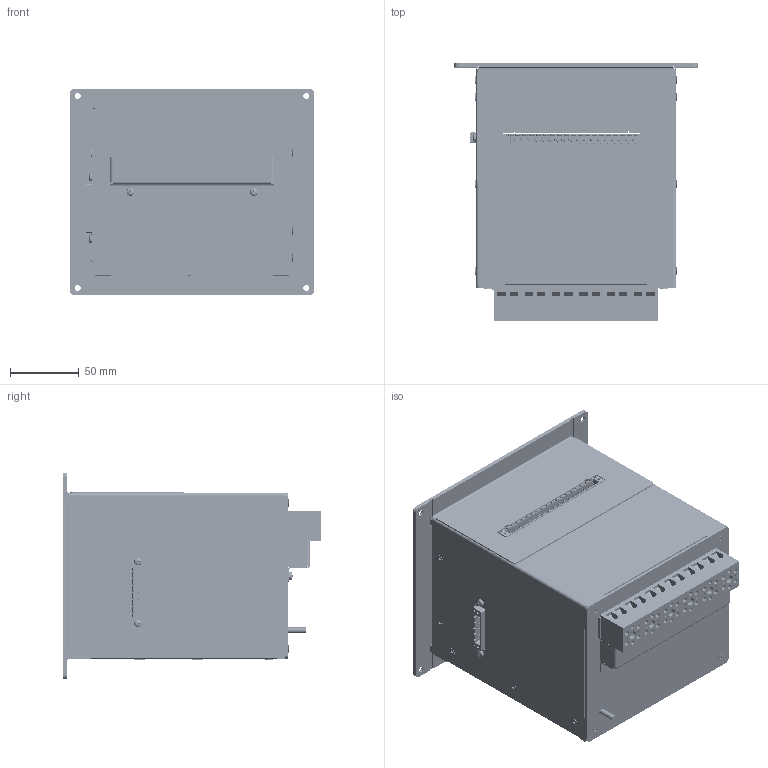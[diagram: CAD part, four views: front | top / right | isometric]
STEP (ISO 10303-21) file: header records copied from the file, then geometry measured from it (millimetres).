
FILE_DESCRIPTION(/* description */ (''),/* implementation_level */ '2;1');
FILE_NAME(/* name */ 'МКЗП-МИКРО 2.0-3-ДШ.stp',/* time_stamp */ '2023-01-19T14:22:10+07:00',/* author */ ('pavel'),/* organization */ (''),/* preprocessor_version */ 'ST-DEVELOPER v18.1',/* originating_system */ 'Autodesk Inventor 2021',/* authorisation */ '');
FILE_SCHEMA (('AUTOMOTIVE_DESIGN { 1 0 10303 214 3 1 1 }'));
Products named in the file (34): МКЗП-МИКРО 
2.0-3-ДШ; ESTRA-131.000.01; Обечайка МКЗП микро2.
0_4пл_FULL_v4_цельная; Дно МКЗП микро2.
0_4пл_FULL_v4; 3 разяема торец накладка 
МКЗП Микро 2.0 4 пл_
ver3; Крышка в сборе 
МКЗП МИКРО 2.0_ver3; Крышка МИКРО 
2.0 Ver3; крепление крышки_
МИКРО 2.0_ver3; Гайка тип S_М3; Сборка платМКЗП-
МИКРО 2.0-2-Т; KEY; стойка 10мм; MIKRO_2_0_V1_TOP; Плата TN ver 3; MIKRO_2_0_V1_TN_ver 3; Разъём 5-ОЧ; MIKRO_2_0_V1_BOT_в сборе; mstb_2.5-16-gf-5.08; mstb_2.5-3-gf-5.08; стойка 40мм; MIKRO_2_0_V1_BOT; стойка 15мм; pxc_1776663_05_MSTB-2-5-18-GF-5-08_3D; AT_MSTB_2_5_GF_5_08; LP_MSTB_2_5_3_50.11; болт M4_земля; DIN 7337 - B3 x 6; 1 разъем торец накладка 
МКЗП Микро 2.0 4 пл_
ver3; ESTRA-117_6.000.02; 6 клемников накладка 
задняя МКЗП МИКРО 
2.0_FULL_ver4; 6 клемников_Обечайка 
Крышки ТТ МИКРО 
2.0_FULL_ver4; 2716020_G5_2_GEH-; ISO 7045 - M3 x 4 - 4.8 - H; DIN 7991 - M3x8
Assembly tree (99 placements, depth 4):
  МКЗП-МИКРО 
2.0-3-ДШ
    ESTRA-131.000.01
      Обечайка МКЗП микро2.
0_4пл_FULL_v4_цельная
      Дно МКЗП микро2.
0_4пл_FULL_v4
    3 разяема торец накладка 
МКЗП Микро 2.0 4 пл_
ver3
    Крышка в сборе 
МКЗП МИКРО 2.0_ver3
      Крышка МИКРО 
2.0 Ver3
      крепление крышки_
МИКРО 2.0_ver3  x2
      Гайка тип S_М3  x4
    Сборка платМКЗП-
МИКРО 2.0-2-Т
      KEY
      стойка 10мм  x4
      MIKRO_2_0_V1_TOP
      стойка 40мм  x12
      Плата TN ver 3
        MIKRO_2_0_V1_TN_ver 3
        Разъём 5-ОЧ
      MIKRO_2_0_V1_BOT_в сборе
        MIKRO_2_0_V1_BOT
        mstb_2.5-16-gf-5.08
        mstb_2.5-3-gf-5.08
      MIKRO_2_0_V1_BOT  x2
      стойка 15мм  x4
      pxc_1776663_05_MSTB-2-5-18-GF-5-08_3D  x2
        LP_MSTB_2_5_3_50.11
        AT_MSTB_2_5_GF_5_08
    болт M4_земля
    ISO 7045 - M3 x 4 - 4.8 - H  x2
    DIN 7991 - M3x8  x11
    DIN 7337 - B3 x 6  x4
    1 разъем торец накладка 
МКЗП Микро 2.0 4 пл_
ver3
    ESTRA-117_6.000.02
      6 клемников накладка 
задняя МКЗП МИКРО 
2.0_FULL_ver4
      6 клемников_Обечайка 
Крышки ТТ МИКРО 
2.0_FULL_ver4
      2716020_G5_2_GEH-  x6
      ISO 7045 - M3 x 4 - 4.8 - H  x2
      DIN 7991 - M3x8  x4
Bounding box: 178 x 188 x 151 mm (x, y, z)
Volume: 432909.2 mm3; surface area: 542945.6 mm2
Topology: 110 solids, 110 shells, 6421 faces, 16672 edges, 10801 vertices
Faces by surface type: plane 4516, cylinder 1446, cone 210, bspline 148, sphere 60, torus 41
Full cylindrical faces by diameter (mm): 0.38 x2, 0.434 x2, 0.6 x69, 0.8 x12, 0.898 x10, 1 x106, 1.3 x27, 1.4 x19, 1.5 x85, 1.8 x12, 2 x13, 2.3 x2, 2.4 x4, 2.5 x4, 2.729 x4, 2.8 x17, 3 x63, 3.1 x4, 3.2 x8, 3.5 x42, 3.6 x24, 3.9 x4, 3.904 x2, 4 x5, 4.25 x17, 4.5 x14, 4.7 x1, 5 x20, 6 x20, 6.2 x6
Entity records: 112874 total; most frequent: CARTESIAN_POINT 20339, DIRECTION 18542, ORIENTED_EDGE 18238, EDGE_CURVE 9119, LINE 6944, VECTOR 6944, VERTEX_POINT 5831, AXIS2_PLACEMENT_3D 5799
